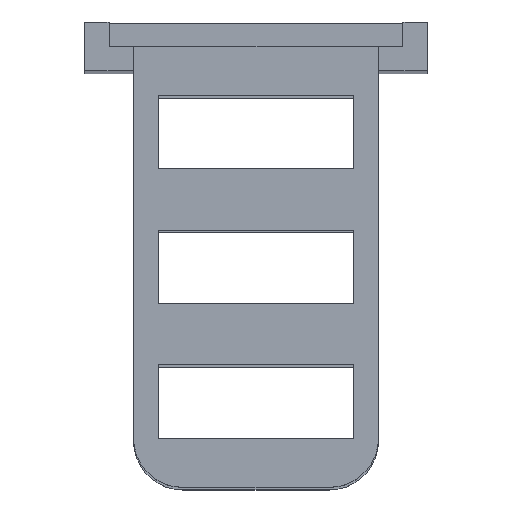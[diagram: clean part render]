
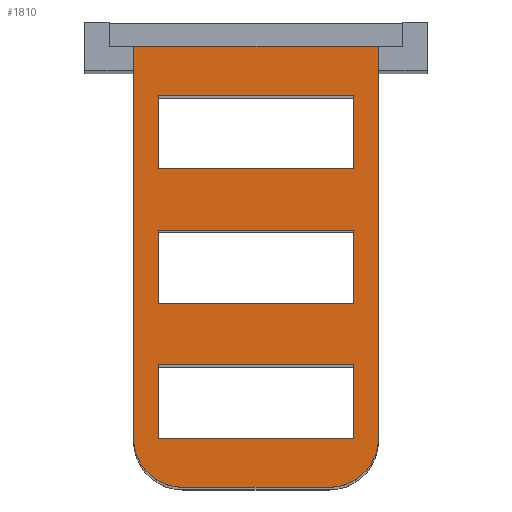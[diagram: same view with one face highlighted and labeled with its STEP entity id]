
A CAD part, top view. The second image highlights one B-rep face of the part: STEP entity #1810.
In plain terms, the highlighted planar face has unit normal (0, 0, 1).
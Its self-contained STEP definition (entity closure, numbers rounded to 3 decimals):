
#17=FACE_BOUND($,#227,.T.);
#18=FACE_BOUND($,#228,.T.);
#19=FACE_BOUND($,#229,.T.);
#20=FACE_BOUND($,#230,.T.);
#48=PLANE($,#1909);
#227=EDGE_LOOP($,(#1322,#1323,#1324,#1325));
#228=EDGE_LOOP($,(#1326,#1327,#1328,#1329));
#229=EDGE_LOOP($,(#1330,#1331,#1332,#1333));
#230=EDGE_LOOP($,(#1334,#1335,#1336,#1337,#1338,#1339));
#361=LINE($,#2513,#613);
#364=LINE($,#2520,#616);
#365=LINE($,#2522,#617);
#366=LINE($,#2524,#618);
#367=LINE($,#2525,#619);
#368=LINE($,#2528,#620);
#369=LINE($,#2530,#621);
#370=LINE($,#2532,#622);
#371=LINE($,#2533,#623);
#372=LINE($,#2536,#624);
#373=LINE($,#2538,#625);
#374=LINE($,#2540,#626);
#375=LINE($,#2541,#627);
#376=LINE($,#2543,#628);
#377=LINE($,#2545,#629);
#378=LINE($,#2547,#630);
#613=VECTOR($,#2048,6.);
#616=VECTOR($,#2053,3.);
#617=VECTOR($,#2054,8.);
#618=VECTOR($,#2055,3.);
#619=VECTOR($,#2056,8.);
#620=VECTOR($,#2057,3.);
#621=VECTOR($,#2058,8.);
#622=VECTOR($,#2059,3.);
#623=VECTOR($,#2060,8.);
#624=VECTOR($,#2061,3.);
#625=VECTOR($,#2062,8.);
#626=VECTOR($,#2063,3.);
#627=VECTOR($,#2064,8.);
#628=VECTOR($,#2065,16.);
#629=VECTOR($,#2066,10.);
#630=VECTOR($,#2067,16.);
#843=CIRCLE($,#1906,2.);
#845=CIRCLE($,#1910,2.);
#871=VERTEX_POINT($,#2503);
#872=VERTEX_POINT($,#2504);
#875=VERTEX_POINT($,#2512);
#877=VERTEX_POINT($,#2518);
#878=VERTEX_POINT($,#2519);
#879=VERTEX_POINT($,#2521);
#880=VERTEX_POINT($,#2523);
#881=VERTEX_POINT($,#2526);
#882=VERTEX_POINT($,#2527);
#883=VERTEX_POINT($,#2529);
#884=VERTEX_POINT($,#2531);
#885=VERTEX_POINT($,#2534);
#886=VERTEX_POINT($,#2535);
#887=VERTEX_POINT($,#2537);
#888=VERTEX_POINT($,#2539);
#889=VERTEX_POINT($,#2542);
#890=VERTEX_POINT($,#2544);
#891=VERTEX_POINT($,#2546);
#1047=EDGE_CURVE($,#871,#872,#843,.T.);
#1051=EDGE_CURVE($,#875,#872,#361,.T.);
#1054=EDGE_CURVE($,#877,#878,#364,.T.);
#1055=EDGE_CURVE($,#878,#879,#365,.T.);
#1056=EDGE_CURVE($,#879,#880,#366,.T.);
#1057=EDGE_CURVE($,#880,#877,#367,.T.);
#1058=EDGE_CURVE($,#881,#882,#368,.T.);
#1059=EDGE_CURVE($,#882,#883,#369,.T.);
#1060=EDGE_CURVE($,#883,#884,#370,.T.);
#1061=EDGE_CURVE($,#884,#881,#371,.T.);
#1062=EDGE_CURVE($,#885,#886,#372,.T.);
#1063=EDGE_CURVE($,#886,#887,#373,.T.);
#1064=EDGE_CURVE($,#887,#888,#374,.T.);
#1065=EDGE_CURVE($,#888,#885,#375,.T.);
#1066=EDGE_CURVE($,#871,#889,#376,.T.);
#1067=EDGE_CURVE($,#889,#890,#377,.T.);
#1068=EDGE_CURVE($,#890,#891,#378,.T.);
#1069=EDGE_CURVE($,#875,#891,#845,.T.);
#1322=ORIENTED_EDGE($,*,*,#1054,.T.);
#1323=ORIENTED_EDGE($,*,*,#1055,.T.);
#1324=ORIENTED_EDGE($,*,*,#1056,.T.);
#1325=ORIENTED_EDGE($,*,*,#1057,.T.);
#1326=ORIENTED_EDGE($,*,*,#1058,.T.);
#1327=ORIENTED_EDGE($,*,*,#1059,.T.);
#1328=ORIENTED_EDGE($,*,*,#1060,.T.);
#1329=ORIENTED_EDGE($,*,*,#1061,.T.);
#1330=ORIENTED_EDGE($,*,*,#1062,.T.);
#1331=ORIENTED_EDGE($,*,*,#1063,.T.);
#1332=ORIENTED_EDGE($,*,*,#1064,.T.);
#1333=ORIENTED_EDGE($,*,*,#1065,.T.);
#1334=ORIENTED_EDGE($,*,*,#1047,.F.);
#1335=ORIENTED_EDGE($,*,*,#1066,.T.);
#1336=ORIENTED_EDGE($,*,*,#1067,.T.);
#1337=ORIENTED_EDGE($,*,*,#1068,.T.);
#1338=ORIENTED_EDGE($,*,*,#1069,.F.);
#1339=ORIENTED_EDGE($,*,*,#1051,.T.);
#1810=ADVANCED_FACE($,(#17,#18,#19,#20),#48,.T.);
#1906=AXIS2_PLACEMENT_3D($,#2505,#2040,#2041);
#1909=AXIS2_PLACEMENT_3D($,#2517,#2051,#2052);
#1910=AXIS2_PLACEMENT_3D($,#2548,#2068,#2069);
#2040=DIRECTION('center_axis',(0.,0.,-1.));
#2041=DIRECTION('ref_axis',(0.707,-0.707,0.));
#2048=DIRECTION($,(1.,0.,0.));
#2051=DIRECTION('center_axis',(0.,0.,1.));
#2052=DIRECTION('ref_axis',(1.,0.,0.));
#2053=DIRECTION($,(0.,1.,0.));
#2054=DIRECTION($,(1.,0.,0.));
#2055=DIRECTION($,(0.,-1.,0.));
#2056=DIRECTION($,(-1.,0.,0.));
#2057=DIRECTION($,(0.,-1.,0.));
#2058=DIRECTION($,(-1.,0.,0.));
#2059=DIRECTION($,(0.,1.,0.));
#2060=DIRECTION($,(1.,0.,0.));
#2061=DIRECTION($,(0.,-1.,0.));
#2062=DIRECTION($,(-1.,0.,0.));
#2063=DIRECTION($,(0.,1.,0.));
#2064=DIRECTION($,(1.,0.,0.));
#2065=DIRECTION($,(0.,1.,0.));
#2066=DIRECTION($,(-1.,0.,0.));
#2067=DIRECTION($,(0.,-1.,0.));
#2068=DIRECTION('center_axis',(0.,0.,-1.));
#2069=DIRECTION('ref_axis',(-0.707,-0.707,0.));
#2503=CARTESIAN_POINT('',(10.,2.,1.));
#2504=CARTESIAN_POINT('',(8.,0.,1.));
#2505=CARTESIAN_POINT('Origin',(8.,2.,1.));
#2512=CARTESIAN_POINT('',(2.,0.,1.));
#2513=CARTESIAN_POINT($,(0.,0.,1.));
#2517=CARTESIAN_POINT('Origin',(5.,8.5,1.));
#2518=CARTESIAN_POINT('',(1.,13.,1.));
#2519=CARTESIAN_POINT('',(1.,16.,1.));
#2520=CARTESIAN_POINT($,(1.,10.75,1.));
#2521=CARTESIAN_POINT('',(9.,16.,1.));
#2522=CARTESIAN_POINT($,(3.,16.,1.));
#2523=CARTESIAN_POINT('',(9.,13.,1.));
#2524=CARTESIAN_POINT($,(9.,12.25,1.));
#2525=CARTESIAN_POINT($,(7.,13.,1.));
#2526=CARTESIAN_POINT('',(9.,5.,1.));
#2527=CARTESIAN_POINT('',(9.,2.,1.));
#2528=CARTESIAN_POINT($,(9.,6.75,1.));
#2529=CARTESIAN_POINT('',(1.,2.,1.));
#2530=CARTESIAN_POINT($,(7.,2.,1.));
#2531=CARTESIAN_POINT('',(1.,5.,1.));
#2532=CARTESIAN_POINT($,(1.,5.25,1.));
#2533=CARTESIAN_POINT($,(3.,5.,1.));
#2534=CARTESIAN_POINT('',(9.,10.5,1.));
#2535=CARTESIAN_POINT('',(9.,7.5,1.));
#2536=CARTESIAN_POINT($,(9.,9.5,1.));
#2537=CARTESIAN_POINT('',(1.,7.5,1.));
#2538=CARTESIAN_POINT($,(7.,7.5,1.));
#2539=CARTESIAN_POINT('',(1.,10.5,1.));
#2540=CARTESIAN_POINT($,(1.,8.,1.));
#2541=CARTESIAN_POINT($,(3.,10.5,1.));
#2542=CARTESIAN_POINT('',(10.,18.,1.));
#2543=CARTESIAN_POINT($,(10.,0.,1.));
#2544=CARTESIAN_POINT('',(0.,18.,1.));
#2545=CARTESIAN_POINT($,(12.,18.,1.));
#2546=CARTESIAN_POINT('',(0.,2.,1.));
#2547=CARTESIAN_POINT($,(0.,13.75,1.));
#2548=CARTESIAN_POINT('Origin',(2.,2.,1.));
